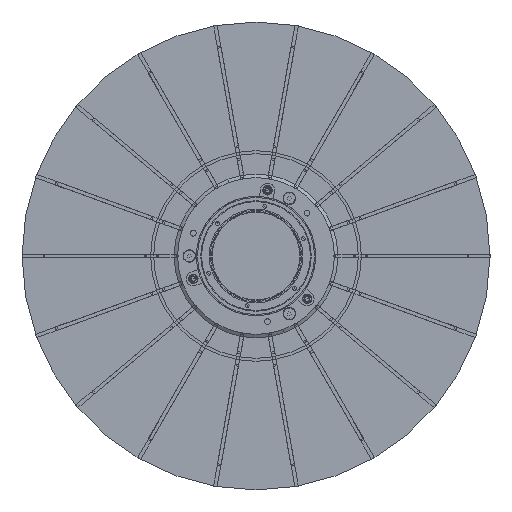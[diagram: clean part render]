
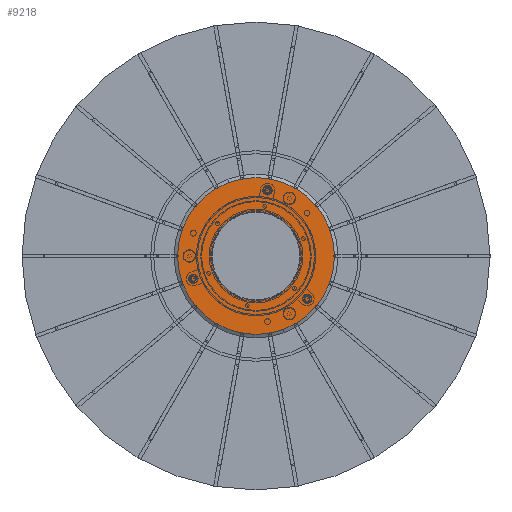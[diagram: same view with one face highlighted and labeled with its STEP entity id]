
A CAD part, front view. The second image highlights one B-rep face of the part: STEP entity #9218.
In plain terms, the highlighted planar face has unit normal (0, -1, 0).
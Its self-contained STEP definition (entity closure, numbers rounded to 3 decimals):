
#1742 = VERTEX_POINT ( 'NONE', #43005 ) ;
#1870 = FACE_BOUND ( 'NONE', #24712, .T. ) ;
#3756 = DIRECTION ( 'NONE',  ( 0., 1., 0. ) ) ;
#4479 = CIRCLE ( 'NONE', #21202, 38. ) ;
#4581 = CARTESIAN_POINT ( 'NONE',  ( 0., 0., 0. ) ) ;
#4834 = EDGE_CURVE ( 'NONE', #48688, #47742, #4479, .T. ) ;
#5042 = AXIS2_PLACEMENT_3D ( 'NONE', #28071, #3756, #32077 ) ;
#5466 = ORIENTED_EDGE ( 'NONE', *, *, #9848, .F. ) ;
#8738 = DIRECTION ( 'NONE',  ( 0., 0., 1. ) ) ;
#9218 = ADVANCED_FACE ( 'NONE', ( #1870, #46768 ), #36884, .F. ) ;
#9554 = CIRCLE ( 'NONE', #51465, 38. ) ;
#9848 = EDGE_CURVE ( 'NONE', #47742, #48688, #9554, .T. ) ;
#12721 = DIRECTION ( 'NONE',  ( 0., 0., -1. ) ) ;
#12898 = DIRECTION ( 'NONE',  ( 0., -1., 0. ) ) ;
#13085 = CARTESIAN_POINT ( 'NONE',  ( 0., 0., 0. ) ) ;
#15851 = CARTESIAN_POINT ( 'NONE',  ( 0., 0., -38. ) ) ;
#17502 = CIRCLE ( 'NONE', #5042, 67. ) ;
#18141 = EDGE_LOOP ( 'NONE', ( #22441, #43825 ) ) ;
#18380 = CARTESIAN_POINT ( 'NONE',  ( 0., 0., 67. ) ) ;
#20383 = EDGE_CURVE ( 'NONE', #1742, #30447, #50150, .T. ) ;
#21202 = AXIS2_PLACEMENT_3D ( 'NONE', #13085, #12898, #12721 ) ;
#22441 = ORIENTED_EDGE ( 'NONE', *, *, #31765, .F. ) ;
#24712 = EDGE_LOOP ( 'NONE', ( #42095, #5466 ) ) ;
#28071 = CARTESIAN_POINT ( 'NONE',  ( 0., 0., 0. ) ) ;
#28962 = DIRECTION ( 'NONE',  ( 0., 0., 1. ) ) ;
#29143 = DIRECTION ( 'NONE',  ( 0., 1., 0. ) ) ;
#30447 = VERTEX_POINT ( 'NONE', #18380 ) ;
#31765 = EDGE_CURVE ( 'NONE', #30447, #1742, #17502, .T. ) ;
#32077 = DIRECTION ( 'NONE',  ( 0., 0., 1. ) ) ;
#32109 = CARTESIAN_POINT ( 'NONE',  ( 0., 0., 0. ) ) ;
#32715 = CARTESIAN_POINT ( 'NONE',  ( 0., 0., 38. ) ) ;
#32934 = DIRECTION ( 'NONE',  ( 0., 1., 0. ) ) ;
#36884 = PLANE ( 'NONE',  #39449 ) ;
#39449 = AXIS2_PLACEMENT_3D ( 'NONE', #32109, #29143, #28962 ) ;
#39514 = AXIS2_PLACEMENT_3D ( 'NONE', #4581, #32934, #8738 ) ;
#40930 = DIRECTION ( 'NONE',  ( 0., 0., -1. ) ) ;
#42095 = ORIENTED_EDGE ( 'NONE', *, *, #4834, .F. ) ;
#42878 = DIRECTION ( 'NONE',  ( 0., -1., 0. ) ) ;
#43005 = CARTESIAN_POINT ( 'NONE',  ( 0., 0., -67. ) ) ;
#43044 = CARTESIAN_POINT ( 'NONE',  ( 0., 0., 0. ) ) ;
#43825 = ORIENTED_EDGE ( 'NONE', *, *, #20383, .F. ) ;
#46768 = FACE_OUTER_BOUND ( 'NONE', #18141, .T. ) ;
#47742 = VERTEX_POINT ( 'NONE', #32715 ) ;
#48688 = VERTEX_POINT ( 'NONE', #15851 ) ;
#50150 = CIRCLE ( 'NONE', #39514, 67. ) ;
#51465 = AXIS2_PLACEMENT_3D ( 'NONE', #43044, #42878, #40930 ) ;
